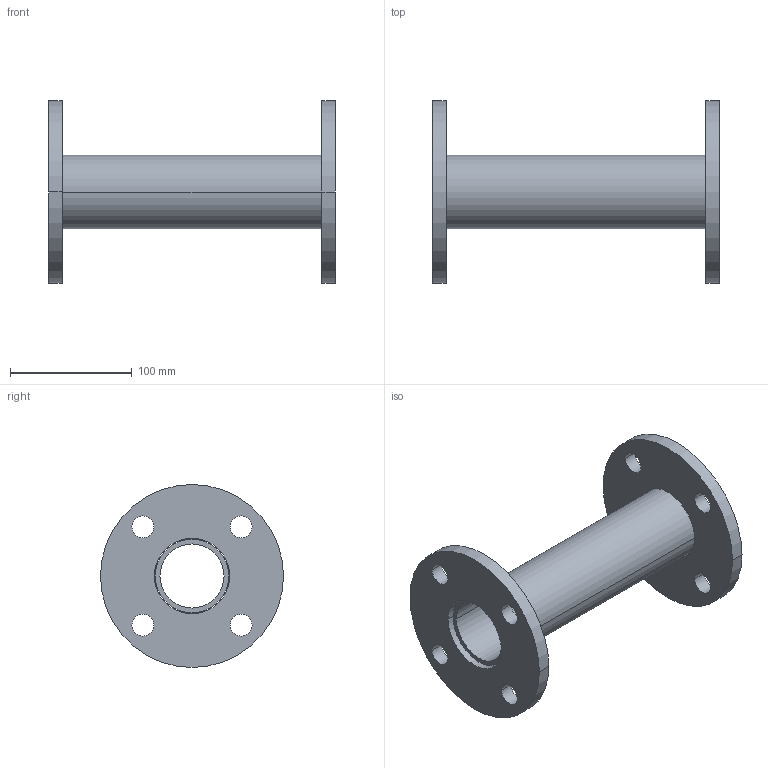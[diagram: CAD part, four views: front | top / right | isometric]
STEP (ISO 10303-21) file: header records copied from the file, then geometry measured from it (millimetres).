
FILE_DESCRIPTION (( 'STEP AP203' ), '1' );
FILE_NAME ('3974-13-50-213_REV_.step', '2026-02-01T23:30:44', ( '' ), ( '' ), 'SwSTEP 2.0', 'SolidWorks 2025', '' );
FILE_SCHEMA (( 'CONFIG_CONTROL_DESIGN' ));
Length unit declared in the file: millimetre
Products named in the file (3): 3435-50-213-01_Default<As Machined>; 3974-13-50-213_REV_; OEM-50-PN16-SO-316L_Default<As Machined>
Assembly tree (3 placements, depth 2):
  3974-13-50-213_REV_
    3435-50-213-01_Default<As Machined>
    OEM-50-PN16-SO-316L_Default<As Machined>  x2
Bounding box: 235 x 150 x 150 mm (x, y, z)
Volume: 455653.9 mm3; surface area: 155314.4 mm2
Topology: 3 solids, 3 shells, 34 faces, 84 edges, 56 vertices
Faces by surface type: cylinder 28, plane 6
Entity records: 965 total; most frequent: DIRECTION 132, CARTESIAN_POINT 106, ORIENTED_EDGE 96, AXIS2_PLACEMENT_3D 58, EDGE_CURVE 48, EDGE_LOOP 32, CIRCLE 32, VERTEX_POINT 32
